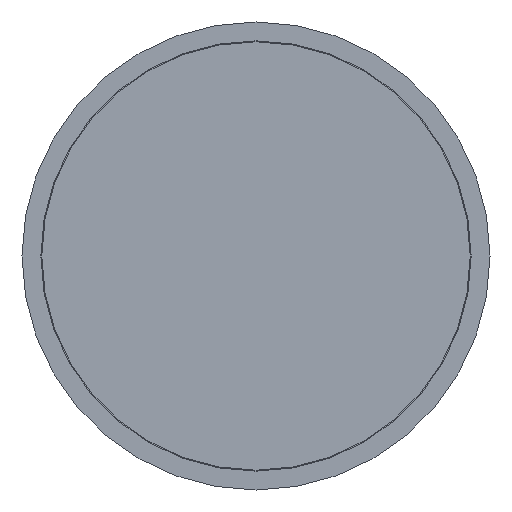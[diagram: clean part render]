
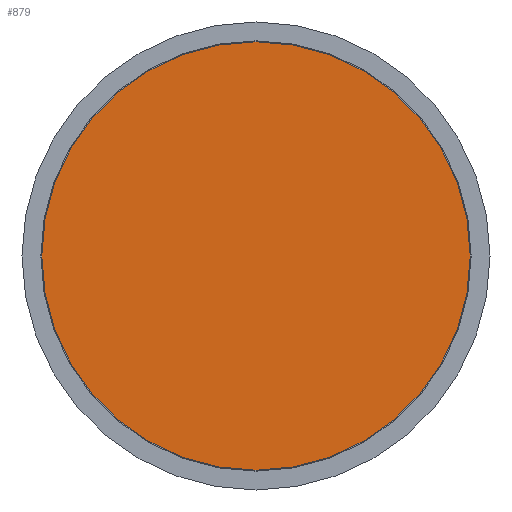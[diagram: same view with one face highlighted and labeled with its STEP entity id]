
A CAD part, front view. The second image highlights one B-rep face of the part: STEP entity #879.
In plain terms, the highlighted planar face has unit normal (0, -1, 0).
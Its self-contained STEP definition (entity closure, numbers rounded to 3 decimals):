
#21 = ORIENTED_EDGE ( 'NONE', *, *, #701, .T. ) ;
#121 = DIRECTION ( 'NONE',  ( 0., 0., -1. ) ) ;
#183 = EDGE_LOOP ( 'NONE', ( #21 ) ) ;
#244 = AXIS2_PLACEMENT_3D ( 'NONE', #886, #811, #121 ) ;
#337 = CARTESIAN_POINT ( 'NONE',  ( -56.75, 0., 0. ) ) ;
#373 = AXIS2_PLACEMENT_3D ( 'NONE', #337, #724, #578 ) ;
#509 = PLANE ( 'NONE',  #373 ) ;
#578 = DIRECTION ( 'NONE',  ( 0., 0., 1. ) ) ;
#681 = VERTEX_POINT ( 'NONE', #751 ) ;
#701 = EDGE_CURVE ( 'NONE', #681, #681, #957, .T. ) ;
#724 = DIRECTION ( 'NONE',  ( 0., 1., 0. ) ) ;
#751 = CARTESIAN_POINT ( 'NONE',  ( 0., 0., -56.75 ) ) ;
#811 = DIRECTION ( 'NONE',  ( 0., -1., 0. ) ) ;
#879 = ADVANCED_FACE ( 'NONE', ( #883 ), #509, .F. ) ;
#883 = FACE_OUTER_BOUND ( 'NONE', #183, .T. ) ;
#886 = CARTESIAN_POINT ( 'NONE',  ( 0., 0., 0. ) ) ;
#957 = CIRCLE ( 'NONE', #244, 56.75 ) ;
